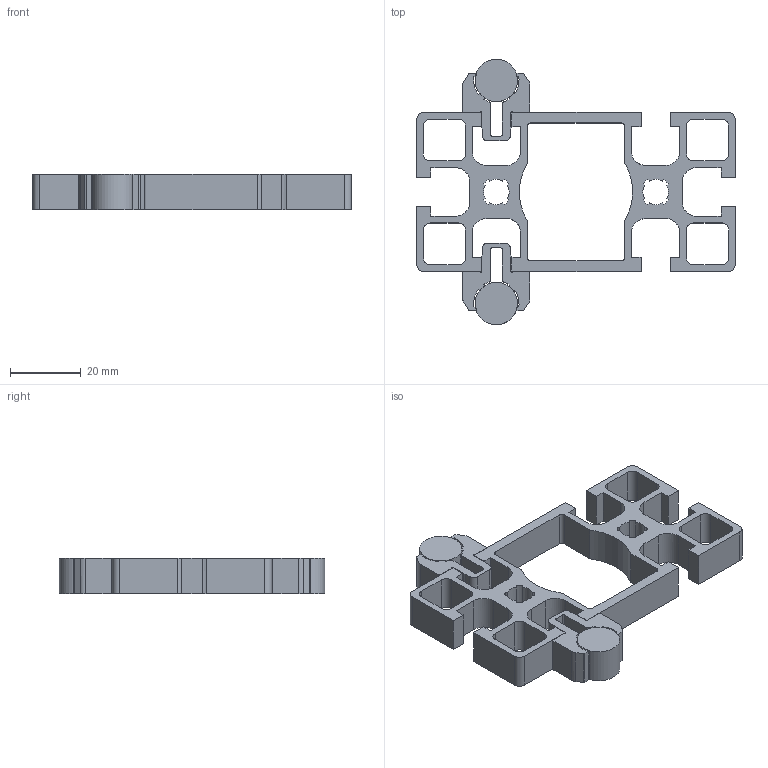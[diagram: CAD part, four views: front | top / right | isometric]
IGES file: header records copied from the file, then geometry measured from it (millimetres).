
Global section: file name: 801245STP; native system: Autodesk Inventor 2016; preprocessor: unknown; author: Roudná,; organization: 11; date: 20170427.114624; units: millimetre
Bounding box: 90 x 74.99 x 10 mm (x, y, z)
Volume: 17553.6 mm3; surface area: 14936.3 mm2
Topology: 5 solids, 5 shells, 270 faces, 780 edges, 520 vertices
Faces by surface type: bspline 270
